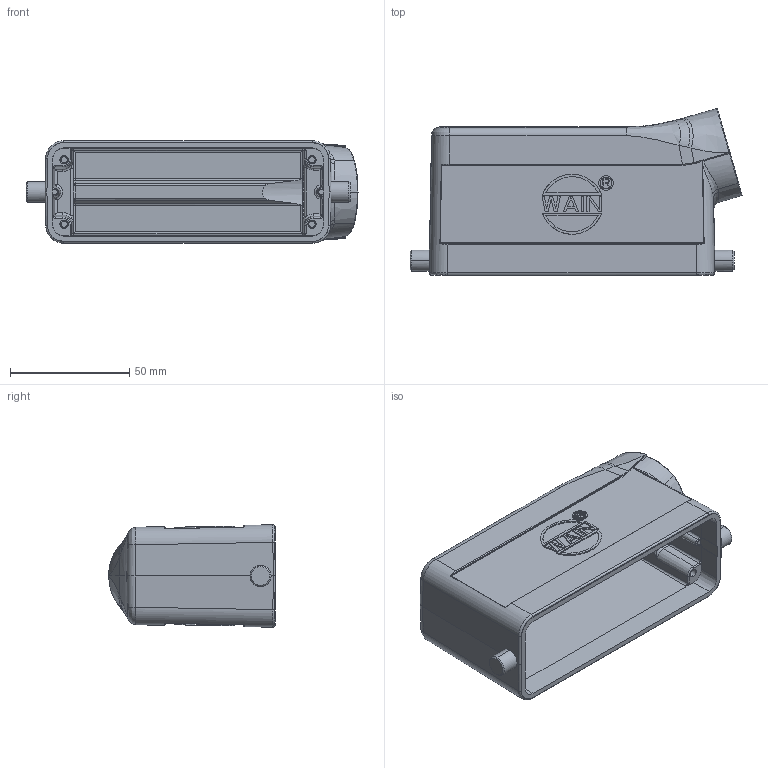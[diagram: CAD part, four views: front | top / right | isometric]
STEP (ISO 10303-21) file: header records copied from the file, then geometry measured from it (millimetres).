
FILE_DESCRIPTION((''),'2;1');
FILE_NAME('H24B-SE-2B-M32','2020-09-29T',('xk.he'),(''),'CREO PARAMETRIC BY PTC INC, 2016130','CREO PARAMETRIC BY PTC INC, 2016130','');
FILE_SCHEMA(('CONFIG_CONTROL_DESIGN'));
Length unit declared in the file: millimetre
Products named in the file (1): H24B-SE-2B-M32
Bounding box: 139.32 x 69.97 x 42.97 mm (x, y, z)
Volume: 81177.2 mm3; surface area: 48636.5 mm2
Topology: 1 solids, 1 shells, 519 faces, 1260 edges, 776 vertices
Faces by surface type: plane 254, cylinder 104, bspline 83, torus 35, cone 30, extrusion 10, sphere 2, revolution 1
Entity records: 20767 total; most frequent: CARTESIAN_POINT 9429, ORIENTED_EDGE 2514, DIRECTION 2023, EDGE_CURVE 1257, VERTEX_POINT 776, VECTOR 720, LINE 710, AXIS2_PLACEMENT_3D 651
